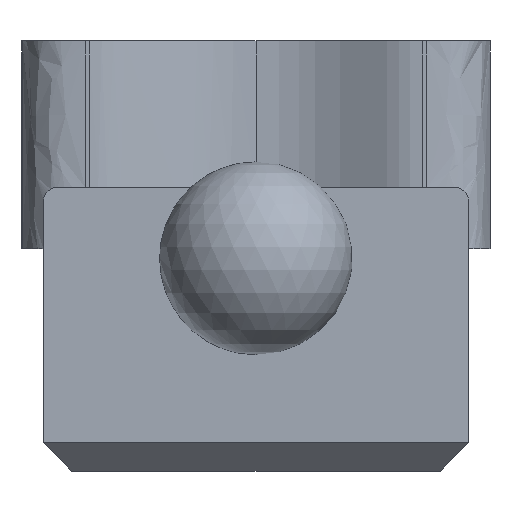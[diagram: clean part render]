
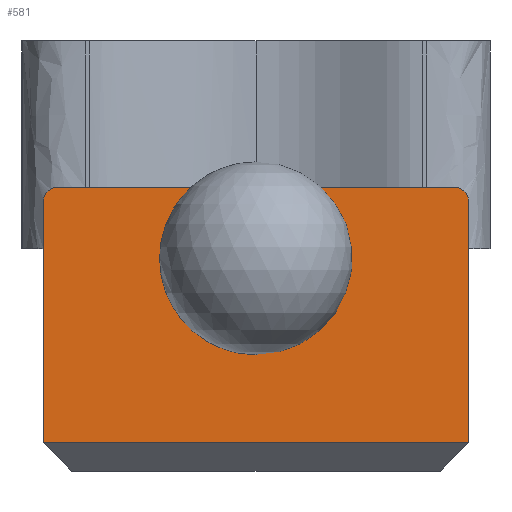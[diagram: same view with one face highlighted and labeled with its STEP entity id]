
A CAD part, front view. The second image highlights one B-rep face of the part: STEP entity #581.
In plain terms, the highlighted planar face has unit normal (0, -1, 0).
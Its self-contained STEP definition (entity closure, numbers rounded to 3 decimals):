
#35=CIRCLE('',#633,0.5);
#37=CIRCLE('',#638,2.5);
#38=CIRCLE('',#639,2.5);
#39=CIRCLE('',#641,0.5);
#86=FACE_OUTER_BOUND('',#121,.T.);
#121=EDGE_LOOP('',(#479,#480,#481,#482,#483,#484,#485,#486,#487));
#164=LINE('',#1220,#217);
#165=LINE('',#1222,#218);
#170=LINE('',#1233,#223);
#174=LINE('',#1247,#227);
#175=LINE('',#1249,#228);
#217=VECTOR('',#714,14.);
#218=VECTOR('',#715,14.);
#223=VECTOR('',#726,9.5);
#227=VECTOR('',#742,10.);
#228=VECTOR('',#743,9.5);
#277=VERTEX_POINT('',#1217);
#278=VERTEX_POINT('',#1219);
#279=VERTEX_POINT('',#1221);
#280=VERTEX_POINT('',#1225);
#282=VERTEX_POINT('',#1231);
#285=VERTEX_POINT('',#1241);
#286=VERTEX_POINT('',#1246);
#287=VERTEX_POINT('',#1248);
#344=EDGE_CURVE('',#277,#278,#164,.T.);
#345=EDGE_CURVE('',#278,#279,#165,.T.);
#348=EDGE_CURVE('',#277,#280,#35,.F.);
#351=EDGE_CURVE('',#282,#280,#170,.T.);
#356=EDGE_CURVE('',#285,#278,#37,.T.);
#357=EDGE_CURVE('',#278,#285,#38,.T.);
#358=EDGE_CURVE('',#286,#282,#174,.T.);
#359=EDGE_CURVE('',#287,#286,#175,.T.);
#360=EDGE_CURVE('',#287,#279,#39,.F.);
#479=ORIENTED_EDGE('',*,*,#358,.F.);
#480=ORIENTED_EDGE('',*,*,#359,.F.);
#481=ORIENTED_EDGE('',*,*,#360,.T.);
#482=ORIENTED_EDGE('',*,*,#345,.F.);
#483=ORIENTED_EDGE('',*,*,#356,.F.);
#484=ORIENTED_EDGE('',*,*,#357,.F.);
#485=ORIENTED_EDGE('',*,*,#344,.F.);
#486=ORIENTED_EDGE('',*,*,#348,.T.);
#487=ORIENTED_EDGE('',*,*,#351,.F.);
#553=PLANE('',#640);
#581=ADVANCED_FACE('',(#86),#553,.F.);
#633=AXIS2_PLACEMENT_3D('',#1227,#720,#721);
#638=AXIS2_PLACEMENT_3D('',#1243,#736,#737);
#639=AXIS2_PLACEMENT_3D('',#1244,#738,#739);
#640=AXIS2_PLACEMENT_3D('',#1245,#740,#741);
#641=AXIS2_PLACEMENT_3D('',#1250,#744,#745);
#714=DIRECTION('',(1.,0.,0.));
#715=DIRECTION('',(1.,0.,0.));
#720=DIRECTION('center_axis',(0.,1.,0.));
#721=DIRECTION('ref_axis',(0.,0.,1.));
#726=DIRECTION('',(0.,0.,1.));
#736=DIRECTION('center_axis',(0.,-1.,0.));
#737=DIRECTION('ref_axis',(-1.,0.,0.));
#738=DIRECTION('center_axis',(0.,-1.,0.));
#739=DIRECTION('ref_axis',(-1.,0.,0.));
#740=DIRECTION('center_axis',(0.,1.,0.));
#741=DIRECTION('ref_axis',(0.,0.,1.));
#742=DIRECTION('',(-1.,0.,0.));
#743=DIRECTION('',(0.,0.,-1.));
#744=DIRECTION('center_axis',(0.,1.,0.));
#745=DIRECTION('ref_axis',(0.,0.,1.));
#1217=CARTESIAN_POINT('',(-7.,0.,2.5));
#1219=CARTESIAN_POINT('',(0.,0.,2.5));
#1220=CARTESIAN_POINT('',(-7.,0.,2.5));
#1221=CARTESIAN_POINT('',(7.,0.,2.5));
#1222=CARTESIAN_POINT('',(-7.,0.,2.5));
#1225=CARTESIAN_POINT('',(-7.5,0.,2.));
#1227=CARTESIAN_POINT('Origin',(-7.,0.,2.));
#1231=CARTESIAN_POINT('',(-7.5,0.,-6.5));
#1233=CARTESIAN_POINT('',(-7.5,0.,-7.5));
#1241=CARTESIAN_POINT('',(2.5,0.,0.));
#1243=CARTESIAN_POINT('Origin',(0.,0.,0.));
#1244=CARTESIAN_POINT('Origin',(0.,0.,0.));
#1245=CARTESIAN_POINT('Origin',(0.,0.,0.));
#1246=CARTESIAN_POINT('',(7.5,0.,-6.5));
#1247=CARTESIAN_POINT('',(-3.75,0.,-6.5));
#1248=CARTESIAN_POINT('',(7.5,0.,2.));
#1249=CARTESIAN_POINT('',(7.5,0.,2.));
#1250=CARTESIAN_POINT('Origin',(7.,0.,2.));
